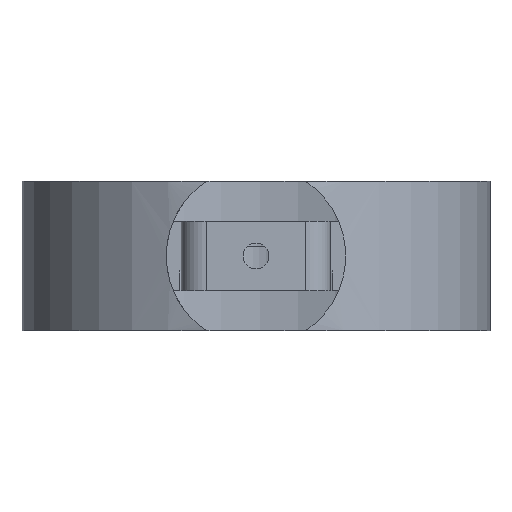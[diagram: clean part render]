
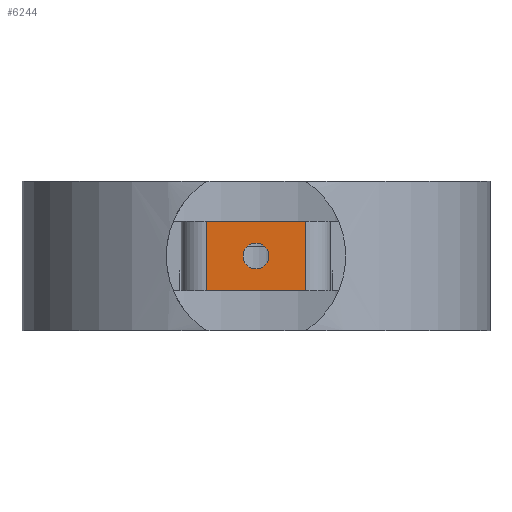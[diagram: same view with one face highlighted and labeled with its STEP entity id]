
A CAD part, front view. The second image highlights one B-rep face of the part: STEP entity #6244.
In plain terms, the highlighted planar face has unit normal (0, -1, 0).
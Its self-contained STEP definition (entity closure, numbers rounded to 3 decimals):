
#4134 = PLANE('',#4135);
#4135 = AXIS2_PLACEMENT_3D('',#4136,#4137,#4138);
#4136 = CARTESIAN_POINT('',(-15.,1.5,7.));
#4137 = DIRECTION('',(0.,0.,1.));
#4138 = DIRECTION('',(1.,0.,0.));
#4713 = VERTEX_POINT('',#4714);
#4714 = CARTESIAN_POINT('',(-10.,-16.5,7.));
#4729 = CYLINDRICAL_SURFACE('',#4730,5.);
#4730 = AXIS2_PLACEMENT_3D('',#4731,#4732,#4733);
#4731 = CARTESIAN_POINT('',(-10.,-11.5,-7.));
#4732 = DIRECTION('',(-0.,-0.,-1.));
#4733 = DIRECTION('',(1.,0.,0.));
#4741 = EDGE_CURVE('',#4742,#4713,#4744,.T.);
#4742 = VERTEX_POINT('',#4743);
#4743 = CARTESIAN_POINT('',(10.,-16.5,7.));
#4744 = SURFACE_CURVE('',#4745,(#4749,#4756),.PCURVE_S1.);
#4745 = LINE('',#4746,#4747);
#4746 = CARTESIAN_POINT('',(10.,-16.5,7.));
#4747 = VECTOR('',#4748,1.);
#4748 = DIRECTION('',(-1.,0.,0.));
#4749 = PCURVE('',#4134,#4750);
#4750 = DEFINITIONAL_REPRESENTATION('',(#4751),#4755);
#4751 = LINE('',#4752,#4753);
#4752 = CARTESIAN_POINT('',(25.,-18.));
#4753 = VECTOR('',#4754,1.);
#4754 = DIRECTION('',(-1.,0.));
#4755 = ( GEOMETRIC_REPRESENTATION_CONTEXT(2) 
PARAMETRIC_REPRESENTATION_CONTEXT() REPRESENTATION_CONTEXT('2D SPACE',''
  ) );
#4756 = PCURVE('',#4757,#4762);
#4757 = PLANE('',#4758);
#4758 = AXIS2_PLACEMENT_3D('',#4759,#4760,#4761);
#4759 = CARTESIAN_POINT('',(10.,-16.5,-7.));
#4760 = DIRECTION('',(0.,-1.,0.));
#4761 = DIRECTION('',(-1.,0.,0.));
#4762 = DEFINITIONAL_REPRESENTATION('',(#4763),#4767);
#4763 = LINE('',#4764,#4765);
#4764 = CARTESIAN_POINT('',(0.,-14.));
#4765 = VECTOR('',#4766,1.);
#4766 = DIRECTION('',(1.,0.));
#4767 = ( GEOMETRIC_REPRESENTATION_CONTEXT(2) 
PARAMETRIC_REPRESENTATION_CONTEXT() REPRESENTATION_CONTEXT('2D SPACE',''
  ) );
#4786 = CYLINDRICAL_SURFACE('',#4787,5.);
#4787 = AXIS2_PLACEMENT_3D('',#4788,#4789,#4790);
#4788 = CARTESIAN_POINT('',(10.,-11.5,-7.));
#4789 = DIRECTION('',(-0.,-0.,-1.));
#4790 = DIRECTION('',(1.,0.,0.));
#6041 = PLANE('',#6042);
#6042 = AXIS2_PLACEMENT_3D('',#6043,#6044,#6045);
#6043 = CARTESIAN_POINT('',(-15.,1.5,-7.));
#6044 = DIRECTION('',(0.,0.,1.));
#6045 = DIRECTION('',(1.,0.,0.));
#6200 = EDGE_CURVE('',#6201,#4713,#6203,.T.);
#6201 = VERTEX_POINT('',#6202);
#6202 = CARTESIAN_POINT('',(-10.,-16.5,-7.));
#6203 = SURFACE_CURVE('',#6204,(#6208,#6215),.PCURVE_S1.);
#6204 = LINE('',#6205,#6206);
#6205 = CARTESIAN_POINT('',(-10.,-16.5,-7.));
#6206 = VECTOR('',#6207,1.);
#6207 = DIRECTION('',(0.,0.,1.));
#6208 = PCURVE('',#4729,#6209);
#6209 = DEFINITIONAL_REPRESENTATION('',(#6210),#6214);
#6210 = LINE('',#6211,#6212);
#6211 = CARTESIAN_POINT('',(-4.712,0.));
#6212 = VECTOR('',#6213,1.);
#6213 = DIRECTION('',(-0.,-1.));
#6214 = ( GEOMETRIC_REPRESENTATION_CONTEXT(2) 
PARAMETRIC_REPRESENTATION_CONTEXT() REPRESENTATION_CONTEXT('2D SPACE',''
  ) );
#6215 = PCURVE('',#4757,#6216);
#6216 = DEFINITIONAL_REPRESENTATION('',(#6217),#6221);
#6217 = LINE('',#6218,#6219);
#6218 = CARTESIAN_POINT('',(20.,0.));
#6219 = VECTOR('',#6220,1.);
#6220 = DIRECTION('',(0.,-1.));
#6221 = ( GEOMETRIC_REPRESENTATION_CONTEXT(2) 
PARAMETRIC_REPRESENTATION_CONTEXT() REPRESENTATION_CONTEXT('2D SPACE',''
  ) );
#6244 = ADVANCED_FACE('',(#6245,#6293),#4757,.T.);
#6245 = FACE_BOUND('',#6246,.T.);
#6246 = EDGE_LOOP('',(#6247,#6270,#6271,#6272));
#6247 = ORIENTED_EDGE('',*,*,#6248,.T.);
#6248 = EDGE_CURVE('',#6249,#4742,#6251,.T.);
#6249 = VERTEX_POINT('',#6250);
#6250 = CARTESIAN_POINT('',(10.,-16.5,-7.));
#6251 = SURFACE_CURVE('',#6252,(#6256,#6263),.PCURVE_S1.);
#6252 = LINE('',#6253,#6254);
#6253 = CARTESIAN_POINT('',(10.,-16.5,-7.));
#6254 = VECTOR('',#6255,1.);
#6255 = DIRECTION('',(0.,0.,1.));
#6256 = PCURVE('',#4757,#6257);
#6257 = DEFINITIONAL_REPRESENTATION('',(#6258),#6262);
#6258 = LINE('',#6259,#6260);
#6259 = CARTESIAN_POINT('',(0.,-0.));
#6260 = VECTOR('',#6261,1.);
#6261 = DIRECTION('',(0.,-1.));
#6262 = ( GEOMETRIC_REPRESENTATION_CONTEXT(2) 
PARAMETRIC_REPRESENTATION_CONTEXT() REPRESENTATION_CONTEXT('2D SPACE',''
  ) );
#6263 = PCURVE('',#4786,#6264);
#6264 = DEFINITIONAL_REPRESENTATION('',(#6265),#6269);
#6265 = LINE('',#6266,#6267);
#6266 = CARTESIAN_POINT('',(-4.712,0.));
#6267 = VECTOR('',#6268,1.);
#6268 = DIRECTION('',(-0.,-1.));
#6269 = ( GEOMETRIC_REPRESENTATION_CONTEXT(2) 
PARAMETRIC_REPRESENTATION_CONTEXT() REPRESENTATION_CONTEXT('2D SPACE',''
  ) );
#6270 = ORIENTED_EDGE('',*,*,#4741,.T.);
#6271 = ORIENTED_EDGE('',*,*,#6200,.F.);
#6272 = ORIENTED_EDGE('',*,*,#6273,.F.);
#6273 = EDGE_CURVE('',#6249,#6201,#6274,.T.);
#6274 = SURFACE_CURVE('',#6275,(#6279,#6286),.PCURVE_S1.);
#6275 = LINE('',#6276,#6277);
#6276 = CARTESIAN_POINT('',(10.,-16.5,-7.));
#6277 = VECTOR('',#6278,1.);
#6278 = DIRECTION('',(-1.,0.,0.));
#6279 = PCURVE('',#4757,#6280);
#6280 = DEFINITIONAL_REPRESENTATION('',(#6281),#6285);
#6281 = LINE('',#6282,#6283);
#6282 = CARTESIAN_POINT('',(0.,-0.));
#6283 = VECTOR('',#6284,1.);
#6284 = DIRECTION('',(1.,0.));
#6285 = ( GEOMETRIC_REPRESENTATION_CONTEXT(2) 
PARAMETRIC_REPRESENTATION_CONTEXT() REPRESENTATION_CONTEXT('2D SPACE',''
  ) );
#6286 = PCURVE('',#6041,#6287);
#6287 = DEFINITIONAL_REPRESENTATION('',(#6288),#6292);
#6288 = LINE('',#6289,#6290);
#6289 = CARTESIAN_POINT('',(25.,-18.));
#6290 = VECTOR('',#6291,1.);
#6291 = DIRECTION('',(-1.,0.));
#6292 = ( GEOMETRIC_REPRESENTATION_CONTEXT(2) 
PARAMETRIC_REPRESENTATION_CONTEXT() REPRESENTATION_CONTEXT('2D SPACE',''
  ) );
#6293 = FACE_BOUND('',#6294,.T.);
#6294 = EDGE_LOOP('',(#6295));
#6295 = ORIENTED_EDGE('',*,*,#6296,.F.);
#6296 = EDGE_CURVE('',#6297,#6297,#6299,.T.);
#6297 = VERTEX_POINT('',#6298);
#6298 = CARTESIAN_POINT('',(2.6,-16.5,0.));
#6299 = SURFACE_CURVE('',#6300,(#6305,#6312),.PCURVE_S1.);
#6300 = CIRCLE('',#6301,2.6);
#6301 = AXIS2_PLACEMENT_3D('',#6302,#6303,#6304);
#6302 = CARTESIAN_POINT('',(0.,-16.5,0.));
#6303 = DIRECTION('',(0.,-1.,0.));
#6304 = DIRECTION('',(1.,0.,0.));
#6305 = PCURVE('',#4757,#6306);
#6306 = DEFINITIONAL_REPRESENTATION('',(#6307),#6311);
#6307 = CIRCLE('',#6308,2.6);
#6308 = AXIS2_PLACEMENT_2D('',#6309,#6310);
#6309 = CARTESIAN_POINT('',(10.,-7.));
#6310 = DIRECTION('',(-1.,-0.));
#6311 = ( GEOMETRIC_REPRESENTATION_CONTEXT(2) 
PARAMETRIC_REPRESENTATION_CONTEXT() REPRESENTATION_CONTEXT('2D SPACE',''
  ) );
#6312 = PCURVE('',#6313,#6318);
#6313 = CYLINDRICAL_SURFACE('',#6314,2.6);
#6314 = AXIS2_PLACEMENT_3D('',#6315,#6316,#6317);
#6315 = CARTESIAN_POINT('',(0.,0.,0.));
#6316 = DIRECTION('',(0.,-1.,0.));
#6317 = DIRECTION('',(1.,0.,0.));
#6318 = DEFINITIONAL_REPRESENTATION('',(#6319),#6323);
#6319 = LINE('',#6320,#6321);
#6320 = CARTESIAN_POINT('',(0.,16.5));
#6321 = VECTOR('',#6322,1.);
#6322 = DIRECTION('',(1.,0.));
#6323 = ( GEOMETRIC_REPRESENTATION_CONTEXT(2) 
PARAMETRIC_REPRESENTATION_CONTEXT() REPRESENTATION_CONTEXT('2D SPACE',''
  ) );
